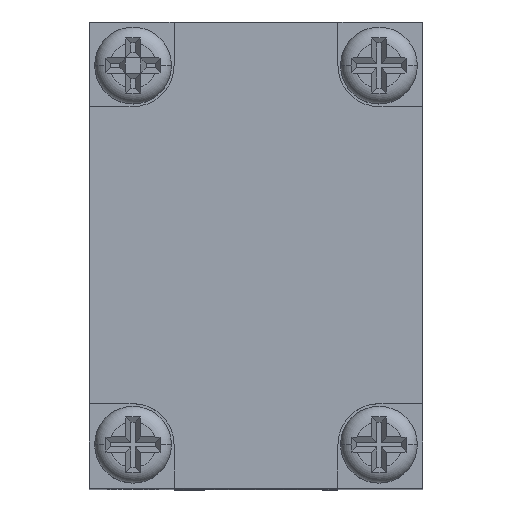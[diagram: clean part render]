
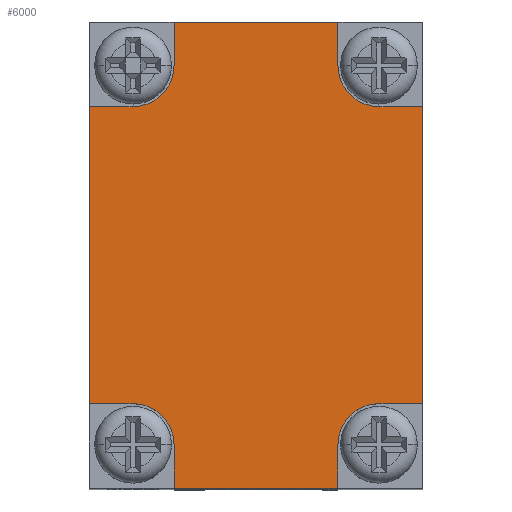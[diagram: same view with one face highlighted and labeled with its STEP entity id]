
A CAD part, top view. The second image highlights one B-rep face of the part: STEP entity #6000.
In plain terms, the highlighted planar face has unit normal (0, 0, 1).
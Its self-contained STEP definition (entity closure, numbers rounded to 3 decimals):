
#827 = FACE_OUTER_BOUND ( 'NONE', #10849, .T. ) ;
#1550 = CARTESIAN_POINT ( 'NONE',  ( -16.25, 8.25, 0. ) ) ;
#1551 = CARTESIAN_POINT ( 'NONE',  ( -16.25, 37.25, 0. ) ) ;
#1554 = CARTESIAN_POINT ( 'NONE',  ( 8., 45.5, 0. ) ) ;
#1810 = PLANE ( 'NONE',  #4995 ) ;
#1811 = CARTESIAN_POINT ( 'NONE',  ( -16.25, 0., 0. ) ) ;
#1812 = DIRECTION ( 'NONE',  ( 0., 0., 1. ) ) ;
#1813 = DIRECTION ( 'NONE',  ( 1., 0., 0. ) ) ;
#2400 = CARTESIAN_POINT ( 'NONE',  ( -8., 45.5, 0. ) ) ;
#2405 = CARTESIAN_POINT ( 'NONE',  ( 16.25, 8.25, 0. ) ) ;
#2411 = CARTESIAN_POINT ( 'NONE',  ( 16.25, 37.25, 0. ) ) ;
#2428 = CARTESIAN_POINT ( 'NONE',  ( 8., 0., 0. ) ) ;
#2433 = CARTESIAN_POINT ( 'NONE',  ( -8., 0., 0. ) ) ;
#2443 = CARTESIAN_POINT ( 'NONE',  ( -8., 4.25, 0. ) ) ;
#2444 = CARTESIAN_POINT ( 'NONE',  ( 8., 4.25, 0. ) ) ;
#2449 = CARTESIAN_POINT ( 'NONE',  ( 12., 8.25, 0. ) ) ;
#2454 = CARTESIAN_POINT ( 'NONE',  ( 12., 37.25, 0. ) ) ;
#2455 = CARTESIAN_POINT ( 'NONE',  ( 8., 41.25, 0. ) ) ;
#2459 = CARTESIAN_POINT ( 'NONE',  ( -8., 41.25, 0. ) ) ;
#2464 = CARTESIAN_POINT ( 'NONE',  ( -12., 37.25, 0. ) ) ;
#2465 = CARTESIAN_POINT ( 'NONE',  ( -12., 8.25, 0. ) ) ;
#2926 = AXIS2_PLACEMENT_3D ( 'NONE', #8476, #8477, #8478 ) ;
#2927 = AXIS2_PLACEMENT_3D ( 'NONE', #8483, #8484, #8485 ) ;
#2928 = AXIS2_PLACEMENT_3D ( 'NONE', #8490, #8491, #8492 ) ;
#2929 = AXIS2_PLACEMENT_3D ( 'NONE', #8497, #8498, #8499 ) ;
#3968 = ORIENTED_EDGE ( 'NONE', *, *, #12361, .F. ) ;
#3969 = ORIENTED_EDGE ( 'NONE', *, *, #12355, .T. ) ;
#3970 = ORIENTED_EDGE ( 'NONE', *, *, #12362, .F. ) ;
#3971 = ORIENTED_EDGE ( 'NONE', *, *, #12363, .F. ) ;
#3972 = ORIENTED_EDGE ( 'NONE', *, *, #12364, .F. ) ;
#3973 = ORIENTED_EDGE ( 'NONE', *, *, #12349, .T. ) ;
#3974 = ORIENTED_EDGE ( 'NONE', *, *, #12365, .F. ) ;
#3975 = ORIENTED_EDGE ( 'NONE', *, *, #12366, .F. ) ;
#3976 = ORIENTED_EDGE ( 'NONE', *, *, #12367, .F. ) ;
#3977 = ORIENTED_EDGE ( 'NONE', *, *, #12344, .T. ) ;
#3978 = ORIENTED_EDGE ( 'NONE', *, *, #12368, .F. ) ;
#3979 = ORIENTED_EDGE ( 'NONE', *, *, #12369, .F. ) ;
#3980 = ORIENTED_EDGE ( 'NONE', *, *, #12370, .F. ) ;
#3981 = ORIENTED_EDGE ( 'NONE', *, *, #12335, .T. ) ;
#3982 = ORIENTED_EDGE ( 'NONE', *, *, #12371, .F. ) ;
#3983 = ORIENTED_EDGE ( 'NONE', *, *, #12372, .F. ) ;
#4995 = AXIS2_PLACEMENT_3D ( 'NONE', #1811, #1812, #1813 ) ;
#5454 = VERTEX_POINT ( 'NONE', #1550 ) ;
#5455 = VERTEX_POINT ( 'NONE', #1551 ) ;
#5458 = VERTEX_POINT ( 'NONE', #1554 ) ;
#6000 = ADVANCED_FACE ( 'NONE', ( #827 ), #1810, .T. ) ;
#6277 = VERTEX_POINT ( 'NONE', #2400 ) ;
#6279 = VERTEX_POINT ( 'NONE', #2405 ) ;
#6282 = VERTEX_POINT ( 'NONE', #2411 ) ;
#6290 = VERTEX_POINT ( 'NONE', #2428 ) ;
#6292 = VERTEX_POINT ( 'NONE', #2433 ) ;
#6297 = VERTEX_POINT ( 'NONE', #2443 ) ;
#6298 = VERTEX_POINT ( 'NONE', #2444 ) ;
#6300 = VERTEX_POINT ( 'NONE', #2449 ) ;
#6302 = VERTEX_POINT ( 'NONE', #2454 ) ;
#6303 = VERTEX_POINT ( 'NONE', #2455 ) ;
#6305 = VERTEX_POINT ( 'NONE', #2459 ) ;
#6307 = VERTEX_POINT ( 'NONE', #2464 ) ;
#6308 = VERTEX_POINT ( 'NONE', #2465 ) ;
#7463 = LINE ( 'NONE', #8420, #7464 ) ;
#7464 = VECTOR ( 'NONE', #8421, 1000. ) ;
#7481 = LINE ( 'NONE', #8438, #7482 ) ;
#7482 = VECTOR ( 'NONE', #8439, 1000. ) ;
#7491 = LINE ( 'NONE', #8448, #7492 ) ;
#7492 = VECTOR ( 'NONE', #8449, 1000. ) ;
#7503 = LINE ( 'NONE', #8460, #7504 ) ;
#7504 = VECTOR ( 'NONE', #8461, 1000. ) ;
#7515 = LINE ( 'NONE', #8472, #7516 ) ;
#7516 = VECTOR ( 'NONE', #8473, 1000. ) ;
#7517 = LINE ( 'NONE', #8474, #7518 ) ;
#7518 = VECTOR ( 'NONE', #8475, 1000. ) ;
#7519 = LINE ( 'NONE', #8479, #7521 ) ;
#7520 = CIRCLE ( 'NONE', #2926, 4. ) ;
#7521 = VECTOR ( 'NONE', #8480, 1000. ) ;
#7522 = LINE ( 'NONE', #8481, #7523 ) ;
#7523 = VECTOR ( 'NONE', #8482, 1000. ) ;
#7524 = LINE ( 'NONE', #8486, #7526 ) ;
#7525 = CIRCLE ( 'NONE', #2927, 4. ) ;
#7526 = VECTOR ( 'NONE', #8487, 1000. ) ;
#7527 = LINE ( 'NONE', #8488, #7528 ) ;
#7528 = VECTOR ( 'NONE', #8489, 1000. ) ;
#7529 = LINE ( 'NONE', #8493, #7531 ) ;
#7530 = CIRCLE ( 'NONE', #2928, 4. ) ;
#7531 = VECTOR ( 'NONE', #8494, 1000. ) ;
#7532 = LINE ( 'NONE', #8495, #7533 ) ;
#7533 = VECTOR ( 'NONE', #8496, 1000. ) ;
#7535 = CIRCLE ( 'NONE', #2929, 4. ) ;
#8420 = CARTESIAN_POINT ( 'NONE',  ( -16.25, 45.5, 0. ) ) ;
#8421 = DIRECTION ( 'NONE',  ( 0., -1., 0. ) ) ;
#8438 = CARTESIAN_POINT ( 'NONE',  ( -16.25, 45.5, 0. ) ) ;
#8439 = DIRECTION ( 'NONE',  ( -1., 0., 0. ) ) ;
#8448 = CARTESIAN_POINT ( 'NONE',  ( 16.25, 45.5, 0. ) ) ;
#8449 = DIRECTION ( 'NONE',  ( 0., 1., 0. ) ) ;
#8460 = CARTESIAN_POINT ( 'NONE',  ( -16.25, 0., 0. ) ) ;
#8461 = DIRECTION ( 'NONE',  ( 1., 0., 0. ) ) ;
#8472 = CARTESIAN_POINT ( 'NONE',  ( -8., 4.25, 0. ) ) ;
#8473 = DIRECTION ( 'NONE',  ( 0., 1., 0. ) ) ;
#8474 = CARTESIAN_POINT ( 'NONE',  ( 8., 4.25, 0. ) ) ;
#8475 = DIRECTION ( 'NONE',  ( 0., -1., 0. ) ) ;
#8476 = CARTESIAN_POINT ( 'NONE',  ( 12., 4.25, 0. ) ) ;
#8477 = DIRECTION ( 'NONE',  ( 0., 0., 1. ) ) ;
#8478 = DIRECTION ( 'NONE',  ( 1., 0., 0. ) ) ;
#8479 = CARTESIAN_POINT ( 'NONE',  ( 12., 8.25, 0. ) ) ;
#8480 = DIRECTION ( 'NONE',  ( -1., 0., 0. ) ) ;
#8481 = CARTESIAN_POINT ( 'NONE',  ( 12., 37.25, 0. ) ) ;
#8482 = DIRECTION ( 'NONE',  ( 1., 0., 0. ) ) ;
#8483 = CARTESIAN_POINT ( 'NONE',  ( 12., 41.25, 0. ) ) ;
#8484 = DIRECTION ( 'NONE',  ( 0., 0., 1. ) ) ;
#8485 = DIRECTION ( 'NONE',  ( -1., 0., 0. ) ) ;
#8486 = CARTESIAN_POINT ( 'NONE',  ( 8., 41.25, 0. ) ) ;
#8487 = DIRECTION ( 'NONE',  ( 0., -1., 0. ) ) ;
#8488 = CARTESIAN_POINT ( 'NONE',  ( -8., 41.25, 0. ) ) ;
#8489 = DIRECTION ( 'NONE',  ( 0., 1., 0. ) ) ;
#8490 = CARTESIAN_POINT ( 'NONE',  ( -12., 41.25, 0. ) ) ;
#8491 = DIRECTION ( 'NONE',  ( 0., 0., 1. ) ) ;
#8492 = DIRECTION ( 'NONE',  ( 1., 0., 0. ) ) ;
#8493 = CARTESIAN_POINT ( 'NONE',  ( -12., 37.25, 0. ) ) ;
#8494 = DIRECTION ( 'NONE',  ( 1., 0., 0. ) ) ;
#8495 = CARTESIAN_POINT ( 'NONE',  ( -12., 8.25, 0. ) ) ;
#8496 = DIRECTION ( 'NONE',  ( -1., 0., 0. ) ) ;
#8497 = CARTESIAN_POINT ( 'NONE',  ( -12., 4.25, 0. ) ) ;
#8498 = DIRECTION ( 'NONE',  ( 0., 0., 1. ) ) ;
#8499 = DIRECTION ( 'NONE',  ( -1., 0., 0. ) ) ;
#10849 = EDGE_LOOP ( 'NONE', ( #3968, #3969, #3970, #3971, #3972, #3973, #3974, #3975, #3976, #3977, #3978, #3979, #3980, #3981, #3982, #3983 ) ) ;
#12335 = EDGE_CURVE ( 'NONE', #5455, #5454, #7463, .T. ) ;
#12344 = EDGE_CURVE ( 'NONE', #5458, #6277, #7481, .T. ) ;
#12349 = EDGE_CURVE ( 'NONE', #6279, #6282, #7491, .T. ) ;
#12355 = EDGE_CURVE ( 'NONE', #6292, #6290, #7503, .T. ) ;
#12361 = EDGE_CURVE ( 'NONE', #6292, #6297, #7515, .T. ) ;
#12362 = EDGE_CURVE ( 'NONE', #6298, #6290, #7517, .T. ) ;
#12363 = EDGE_CURVE ( 'NONE', #6300, #6298, #7520, .T. ) ;
#12364 = EDGE_CURVE ( 'NONE', #6279, #6300, #7519, .T. ) ;
#12365 = EDGE_CURVE ( 'NONE', #6302, #6282, #7522, .T. ) ;
#12366 = EDGE_CURVE ( 'NONE', #6303, #6302, #7525, .T. ) ;
#12367 = EDGE_CURVE ( 'NONE', #5458, #6303, #7524, .T. ) ;
#12368 = EDGE_CURVE ( 'NONE', #6305, #6277, #7527, .T. ) ;
#12369 = EDGE_CURVE ( 'NONE', #6307, #6305, #7530, .T. ) ;
#12370 = EDGE_CURVE ( 'NONE', #5455, #6307, #7529, .T. ) ;
#12371 = EDGE_CURVE ( 'NONE', #6308, #5454, #7532, .T. ) ;
#12372 = EDGE_CURVE ( 'NONE', #6297, #6308, #7535, .T. ) ;
